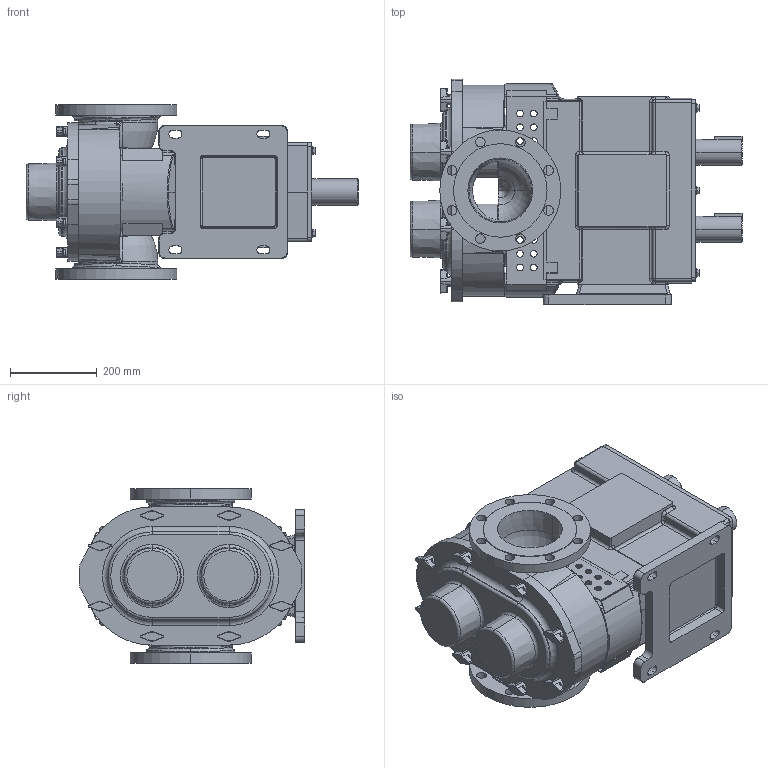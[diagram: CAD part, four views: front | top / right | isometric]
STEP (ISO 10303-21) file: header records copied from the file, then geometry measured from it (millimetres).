
FILE_DESCRIPTION (( 'STEP AP214' ), '1' );
FILE_NAME ('TRA10-3200-002.STEP', '2024-05-23T15:07:50', ( '' ), ( '' ), 'SwSTEP 2.0', 'SolidWorks 2023', '' );
FILE_SCHEMA (( 'AUTOMOTIVE_DESIGN' ));
Length unit declared in the file: inch
Products named in the file (4): TRA10-3200-COVER-STD; WA3200RCN-60F-60F-00; TRA10-3200-GEARBOX; TRA10-3200-002
Assembly tree (3 placements, depth 2):
  TRA10-3200-002
    TRA10-3200-GEARBOX
    WA3200RCN-60F-60F-00
    TRA10-3200-COVER-STD
Bounding box: 766.72 x 520.64 x 406.4 mm (x, y, z)
Volume: 51763187.1 mm3; surface area: 2441588.6 mm2
Topology: 3 solids, 3 shells, 1340 faces, 3361 edges, 2023 vertices
Faces by surface type: cylinder 476, plane 342, bspline 202, torus 160, cone 144, sphere 16
Entity records: 50265 total; most frequent: CARTESIAN_POINT 19944, ORIENTED_EDGE 6610, DIRECTION 6058, EDGE_CURVE 3305, AXIS2_PLACEMENT_3D 2411, VERTEX_POINT 2023, EDGE_LOOP 1508, FACE_OUTER_BOUND 1340
